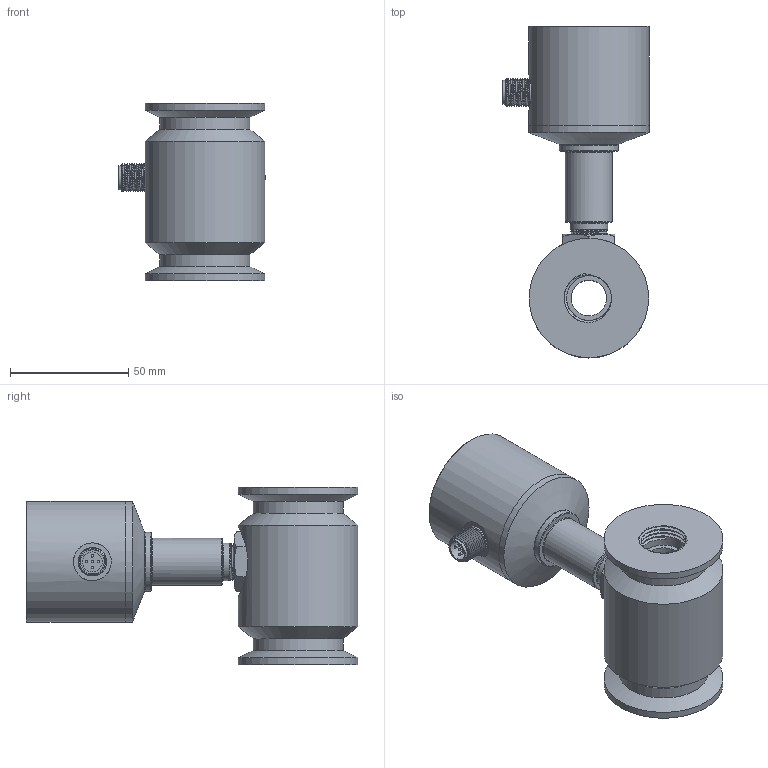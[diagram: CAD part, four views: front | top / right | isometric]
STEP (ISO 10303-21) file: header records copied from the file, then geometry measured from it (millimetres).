
FILE_DESCRIPTION(/* description */ (''),/* implementation_level */ '2;1');
FILE_NAME(/* name */ 'FM120-DN15-SH FM120涡轮流量计DN15口径 卡盘连接_x_t.stp',/* time_stamp */ '2022-05-12T11:11:16+08:00',/* author */ (''),/* organization */ (''),/* preprocessor_version */ 'ST-DEVELOPER v16',/* originating_system */ 'SIEMENS PLM Software NX 10.0',/* authorisation */ '');
FILE_SCHEMA (('CONFIG_CONTROL_DESIGN'));
Length unit declared in the file: millimetre
Products named in the file (9): FM120-015-K.STP_id40_x_t; FM120-015-K.STP_id35_x_t; FM120-015-K.STP_id30_x_t; FM120-015-K.STP_id25_x_t; FM120-015-K.STP_id20_x_t; FM120-015-K.STP_id15_x_t; FM120-015-K.STP_id10_x_t; FM120-DN15-SH   FM120涡轮流量计DN15口径 
 卡盘连接_id6_x_t; FM120-DN15-SH   FM120涡轮流量计DN15口径 
 卡盘连接_x_t
Assembly tree (8 placements, depth 2):
  FM120-DN15-SH   FM120涡轮流量计DN15口径 
 卡盘连接_x_t
    FM120-DN15-SH   FM120涡轮流量计DN15口径 
 卡盘连接_id6_x_t
    FM120-015-K.STP_id10_x_t
    FM120-015-K.STP_id15_x_t
    FM120-015-K.STP_id20_x_t
    FM120-015-K.STP_id25_x_t
    FM120-015-K.STP_id30_x_t
    FM120-015-K.STP_id35_x_t
    FM120-015-K.STP_id40_x_t
Bounding box: 61.9 x 140.25 x 75 mm (x, y, z)
Volume: 225182.4 mm3; surface area: 51862.8 mm2
Topology: 8 solids, 8 shells, 633 faces, 1685 edges, 1107 vertices
Faces by surface type: plane 480, cylinder 76, bspline 36, cone 27, sphere 10, torus 4
Full cylindrical faces by diameter (mm): 1 x10, 3 x2, 5.2 x3, 8.4 x1, 9.7 x1, 9.8 x1, 10.1 x1, 11 x1, 11.6 x1, 12 x1, 15 x2, 15.9 x1, 16 x1, 17 x1, 19 x9, 20 x1, 25 x1, 38 x2, 47 x1, 47.5 x1, 48 x2, 50.5 x3, 51 x2
Entity records: 31891 total; most frequent: CARTESIAN_POINT 16261, ORIENTED_EDGE 3062, DIRECTION 2744, EDGE_CURVE 1531, LINE 1246, VECTOR 1246, VERTEX_POINT 1045, EDGE_LOOP 752
